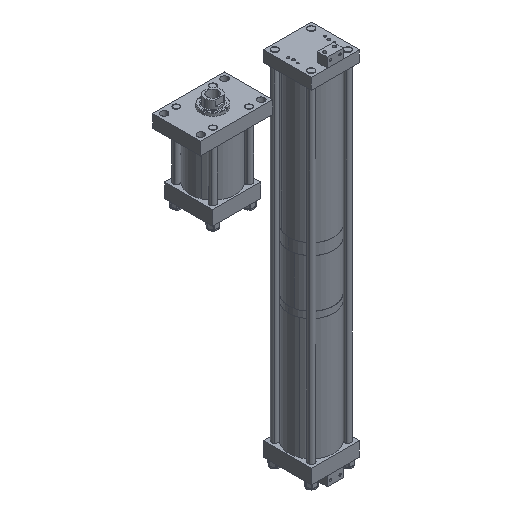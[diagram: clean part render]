
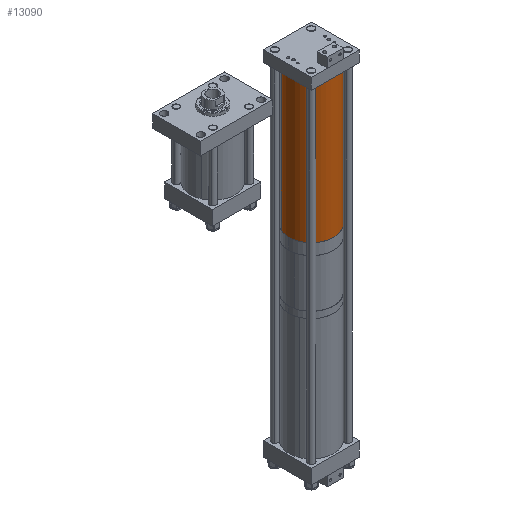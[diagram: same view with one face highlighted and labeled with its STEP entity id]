
A CAD part, isometric view. The second image highlights one B-rep face of the part: STEP entity #13090.
In plain terms, the highlighted cylindrical face has radius 88.9 mm (diameter 177.8 mm), a partial arc.
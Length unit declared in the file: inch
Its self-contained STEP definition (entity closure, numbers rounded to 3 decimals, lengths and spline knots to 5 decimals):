
#1003 = DIRECTION ( 'NONE',  ( 0., 0., -1. ) ) ;
#1264 = CARTESIAN_POINT ( 'NONE',  ( 3.5, 0., 21.873 ) ) ;
#2543 = VECTOR ( 'NONE', #1003, 39.37008 ) ;
#2750 = VERTEX_POINT ( 'NONE', #7006 ) ;
#2901 = CARTESIAN_POINT ( 'NONE',  ( -3.5, 0., 21.873 ) ) ;
#3279 = ORIENTED_EDGE ( 'NONE', *, *, #12507, .T. ) ;
#3864 = FACE_OUTER_BOUND ( 'NONE', #13129, .T. ) ;
#4143 = ORIENTED_EDGE ( 'NONE', *, *, #9543, .F. ) ;
#4915 = AXIS2_PLACEMENT_3D ( 'NONE', #14835, #10917, #6034 ) ;
#5007 = DIRECTION ( 'NONE',  ( 0., 0., -1. ) ) ;
#5950 = CIRCLE ( 'NONE', #4915, 3.5 ) ;
#6034 = DIRECTION ( 'NONE',  ( 1., 0., 0. ) ) ;
#6511 = AXIS2_PLACEMENT_3D ( 'NONE', #13802, #5007, #10070 ) ;
#7006 = CARTESIAN_POINT ( 'NONE',  ( -3.5, 0., 0. ) ) ;
#7613 = LINE ( 'NONE', #1264, #8371 ) ;
#8356 = LINE ( 'NONE', #13423, #2543 ) ;
#8371 = VECTOR ( 'NONE', #8861, 39.37008 ) ;
#8861 = DIRECTION ( 'NONE',  ( 0., 0., -1. ) ) ;
#9422 = ORIENTED_EDGE ( 'NONE', *, *, #13899, .T. ) ;
#9543 = EDGE_CURVE ( 'NONE', #13545, #11347, #14347, .T. ) ;
#9719 = VERTEX_POINT ( 'NONE', #16203 ) ;
#10070 = DIRECTION ( 'NONE',  ( -1., 0., 0. ) ) ;
#10578 = DIRECTION ( 'NONE',  ( 1., 0., 0. ) ) ;
#10885 = AXIS2_PLACEMENT_3D ( 'NONE', #12140, #12059, #10578 ) ;
#10917 = DIRECTION ( 'NONE',  ( 0., 0., 1. ) ) ;
#11347 = VERTEX_POINT ( 'NONE', #2901 ) ;
#12059 = DIRECTION ( 'NONE',  ( 0., 0., 1. ) ) ;
#12140 = CARTESIAN_POINT ( 'NONE',  ( 0., 0., 21.873 ) ) ;
#12507 = EDGE_CURVE ( 'NONE', #9719, #2750, #5950, .T. ) ;
#12564 = EDGE_CURVE ( 'NONE', #11347, #2750, #8356, .T. ) ;
#12731 = CYLINDRICAL_SURFACE ( 'NONE', #6511, 3.5 ) ;
#12785 = CARTESIAN_POINT ( 'NONE',  ( 3.5, 0., 21.873 ) ) ;
#13090 = ADVANCED_FACE ( 'NONE', ( #3864 ), #12731, .T. ) ;
#13129 = EDGE_LOOP ( 'NONE', ( #4143, #9422, #3279, #13400 ) ) ;
#13400 = ORIENTED_EDGE ( 'NONE', *, *, #12564, .F. ) ;
#13423 = CARTESIAN_POINT ( 'NONE',  ( -3.5, 0., 21.873 ) ) ;
#13545 = VERTEX_POINT ( 'NONE', #12785 ) ;
#13802 = CARTESIAN_POINT ( 'NONE',  ( 0., 0., 21.873 ) ) ;
#13899 = EDGE_CURVE ( 'NONE', #13545, #9719, #7613, .T. ) ;
#14347 = CIRCLE ( 'NONE', #10885, 3.5 ) ;
#14835 = CARTESIAN_POINT ( 'NONE',  ( 0., 0., 0. ) ) ;
#16203 = CARTESIAN_POINT ( 'NONE',  ( 3.5, 0., 0. ) ) ;
